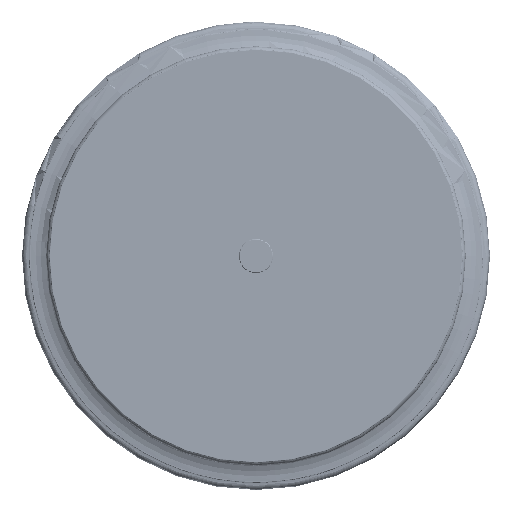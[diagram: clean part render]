
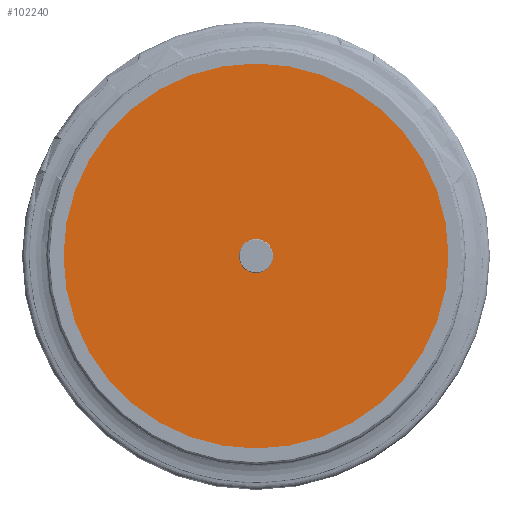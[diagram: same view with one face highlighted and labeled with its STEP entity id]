
A CAD part, front view. The second image highlights one B-rep face of the part: STEP entity #102240.
In plain terms, the highlighted face is planar.
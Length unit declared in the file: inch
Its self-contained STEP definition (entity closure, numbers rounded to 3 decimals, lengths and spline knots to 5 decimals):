
#102135=CARTESIAN_POINT('',(0.,0.15748,0.));
#102136=DIRECTION('',(0.,1.,0.));
#102137=DIRECTION('',(1.,0.,0.));
#102138=AXIS2_PLACEMENT_3D('',#102135,#102136,#102137);
#102140=CARTESIAN_POINT('',(0.,0.15748,0.));
#102141=DIRECTION('',(0.,1.,0.));
#102142=DIRECTION('',(-1.,0.,0.));
#102143=AXIS2_PLACEMENT_3D('',#102140,#102141,#102142);
#102145=CARTESIAN_POINT('',(0.,0.15748,0.));
#102146=DIRECTION('',(0.,1.,0.));
#102147=DIRECTION('',(-1.,0.,0.));
#102148=AXIS2_PLACEMENT_3D('',#102145,#102146,#102147);
#102150=CARTESIAN_POINT('',(0.,0.15748,0.));
#102151=DIRECTION('',(0.,1.,0.));
#102152=DIRECTION('',(1.,0.,0.));
#102153=AXIS2_PLACEMENT_3D('',#102150,#102151,#102152);
#102167=CARTESIAN_POINT('',(4.37008,0.15748,0.));
#102168=CARTESIAN_POINT('',(-4.37008,0.15748,0.));
#102169=VERTEX_POINT('',#102167);
#102170=VERTEX_POINT('',#102168);
#102175=CARTESIAN_POINT('',(-0.2265,0.15748,0.));
#102176=VERTEX_POINT('',#102175);
#102177=CARTESIAN_POINT('',(0.2265,0.15748,0.));
#102178=VERTEX_POINT('',#102177);
#102225=CARTESIAN_POINT('',(0.,0.15748,0.));
#102226=DIRECTION('',(0.,1.,0.));
#102227=DIRECTION('',(1.,0.,0.));
#102228=AXIS2_PLACEMENT_3D('',#102225,#102226,#102227);
#102229=PLANE('',#102228);
#102230=ORIENTED_EDGE('',*,*,#102205,.F.);
#102231=ORIENTED_EDGE('',*,*,#102219,.F.);
#102232=EDGE_LOOP('',(#102230,#102231));
#102233=FACE_OUTER_BOUND('',#102232,.F.);
#102235=ORIENTED_EDGE('',*,*,#102234,.T.);
#102237=ORIENTED_EDGE('',*,*,#102236,.T.);
#102238=EDGE_LOOP('',(#102235,#102237));
#102239=FACE_BOUND('',#102238,.F.);
#102240=ADVANCED_FACE('',(#102233,#102239),#102229,.T.);
#102139=CIRCLE('',#102138,4.37008);
#102144=CIRCLE('',#102143,4.37008);
#102149=CIRCLE('',#102148,0.2265);
#102154=CIRCLE('',#102153,0.2265);
#102205=EDGE_CURVE('',#102169,#102170,#102139,.T.);
#102219=EDGE_CURVE('',#102170,#102169,#102144,.T.);
#102234=EDGE_CURVE('',#102176,#102178,#102149,.T.);
#102236=EDGE_CURVE('',#102178,#102176,#102154,.T.);
